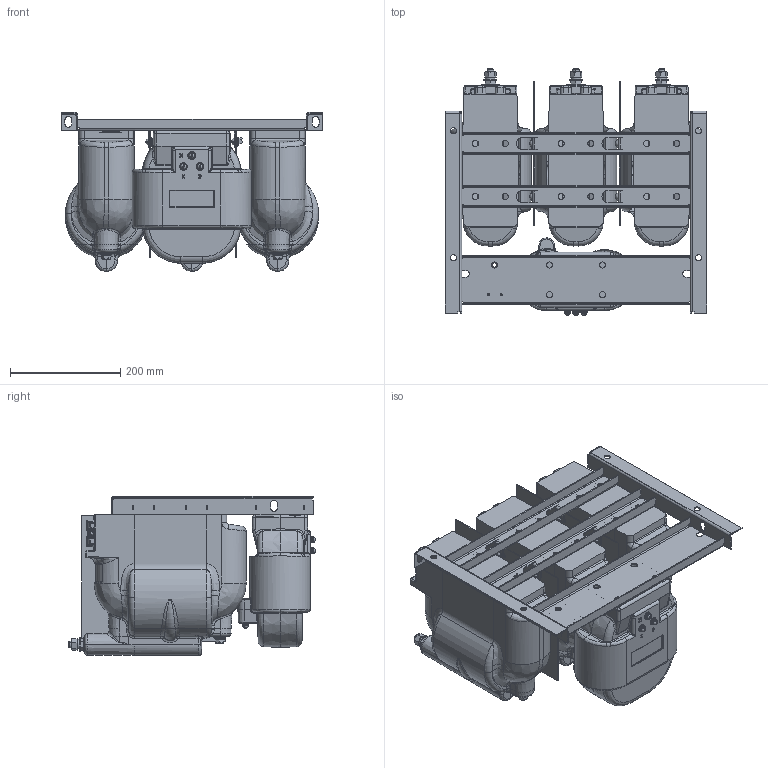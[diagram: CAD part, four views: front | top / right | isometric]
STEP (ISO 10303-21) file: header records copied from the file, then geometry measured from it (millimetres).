
FILE_DESCRIPTION (( 'STEP AP203' ), '1' );
FILE_NAME ('1藤.769.062.STEP', '2022-03-02T06:04:49', ( '' ), ( '' ), 'SwSTEP 2.0', 'SolidWorks 2010', '' );
FILE_SCHEMA (( 'CONFIG_CONTROL_DESIGN' ));
Products named in the file (1): 1藤.769.062
Bounding box: 474 x 447.12 x 287.98 mm (x, y, z)
Surface area: 1347523.3 mm2 (no closed solid volume)
Topology: 0 solids, 137 shells, 2203 faces, 7164 edges, 4862 vertices
Faces by surface type: plane 681, bspline 593, cylinder 556, cone 188, torus 96, sphere 89
Entity records: 108058 total; most frequent: CARTESIAN_POINT 52296, ORIENTED_EDGE 11369, DIRECTION 10397, EDGE_CURVE 7128, VERTEX_POINT 4862, AXIS2_PLACEMENT_3D 3812, LINE 2773, VECTOR 2773
